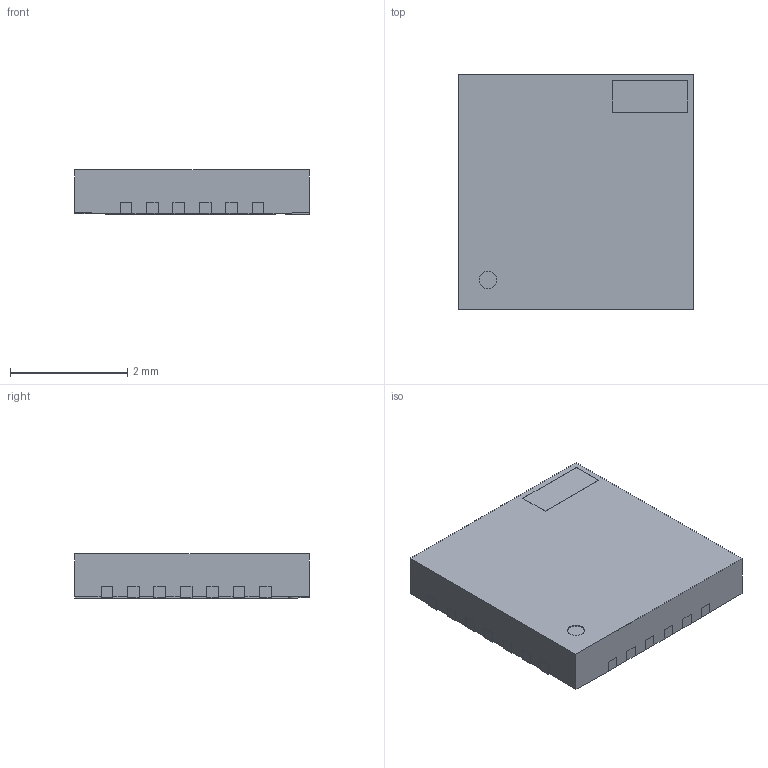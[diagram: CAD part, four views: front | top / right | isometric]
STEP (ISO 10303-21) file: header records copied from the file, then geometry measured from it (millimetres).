
FILE_DESCRIPTION (( 'STEP AP214' ), '1' );
FILE_NAME ('UP9636.stp', '2023-09-19T11:52:51', ( '' ), ( '' ), 'SwSTEP 2.0', 'SolidWorks 2020', '' );
FILE_SCHEMA (( 'AUTOMOTIVE_DESIGN' ));
Length unit declared in the file: millimetre
Products named in the file (1): UP9636
Bounding box: 4 x 4 x 0.76 mm (x, y, z)
Volume: 11.9 mm3; surface area: 44.7 mm2
Topology: 1 solids, 1 shells, 173 faces, 495 edges, 326 vertices
Faces by surface type: plane 154, cylinder 19
Entity records: 7283 total; most frequent: CARTESIAN_POINT 1142, ORIENTED_EDGE 990, DIRECTION 831, EDGE_CURVE 495, LINE 409, VECTOR 409, VERTEX_POINT 326, AXIS2_PLACEMENT_3D 211
